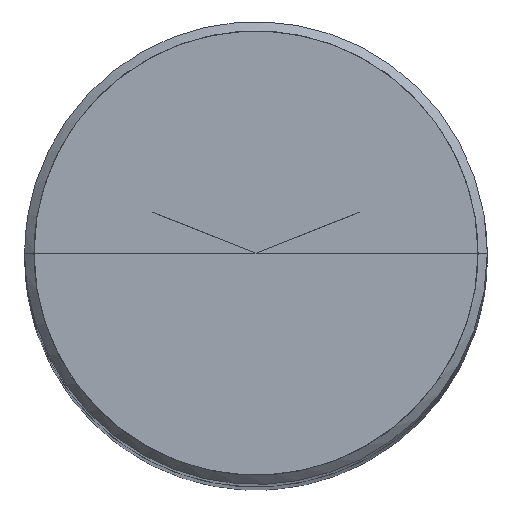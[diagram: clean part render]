
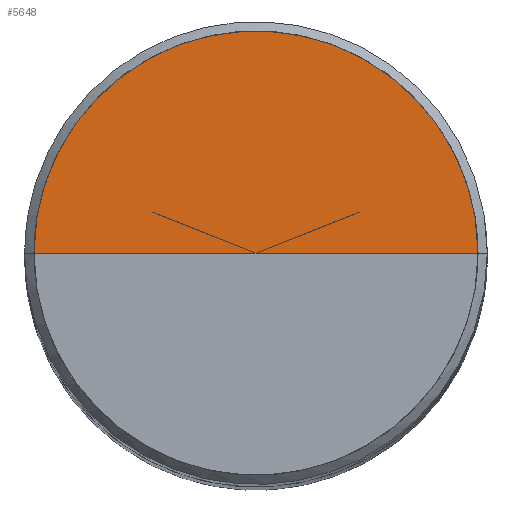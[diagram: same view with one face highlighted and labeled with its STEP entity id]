
A CAD part, top view. The second image highlights one B-rep face of the part: STEP entity #5648.
In plain terms, the highlighted free-form (B-spline) face has degree [1, 2] with [2, 5] control points.
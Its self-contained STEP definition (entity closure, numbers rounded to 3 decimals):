
#5340=CARTESIAN_POINT('',(12.0,0.0,66.8));
#5341=CARTESIAN_POINT('',(12.0,12.0,66.8));
#5342=CARTESIAN_POINT('',(0.0,12.0,66.8));
#5343=CARTESIAN_POINT('',(-12.0,12.0,66.8));
#5344=CARTESIAN_POINT('',(-12.0,0.0,66.8));
#5345=CARTESIAN_POINT('',(0.0,0.0,66.8));
#5633=(
BOUNDED_SURFACE()
B_SPLINE_SURFACE(1,2,(
(#5340,#5341,#5342,#5343,#5344),
(#5345,#5345,#5345,#5345,#5345)
), .UNSPECIFIED.,.F.,.F.,.F.)
B_SPLINE_SURFACE_WITH_KNOTS((2,2),(3,2,3),(
0.0,1.0),(
0.0,0.5,1.0), .UNSPECIFIED.)
GEOMETRIC_REPRESENTATION_ITEM()
RATIONAL_B_SPLINE_SURFACE(((1.0,0.707,1.0,0.707,1.0),
(1.0,0.707,1.0,0.707,1.0)
))
REPRESENTATION_ITEM('')
SURFACE()
);
#5634=(
BOUNDED_CURVE()
B_SPLINE_CURVE(1,(#5345,#5340),.UNSPECIFIED.,.F.,.F.)
B_SPLINE_CURVE_WITH_KNOTS((2,2),
(0.0,1.0),.UNSPECIFIED.)
CURVE()
GEOMETRIC_REPRESENTATION_ITEM()
RATIONAL_B_SPLINE_CURVE((1.0,1.0))
REPRESENTATION_ITEM('')
);
#5635=(
BOUNDED_CURVE()
B_SPLINE_CURVE(2,(#5340,#5341,#5342,#5343,#5344),.UNSPECIFIED.,.F.,.F.)
B_SPLINE_CURVE_WITH_KNOTS((3,2,3),
(0.0,0.5,1.0),.UNSPECIFIED.)
CURVE()
GEOMETRIC_REPRESENTATION_ITEM()
RATIONAL_B_SPLINE_CURVE((1.0,0.707,1.0,0.707,1.0))
REPRESENTATION_ITEM('')
);
#5636=(
BOUNDED_CURVE()
B_SPLINE_CURVE(1,(#5344,#5345),.UNSPECIFIED.,.F.,.F.)
B_SPLINE_CURVE_WITH_KNOTS((2,2),
(0.0,1.0),.UNSPECIFIED.)
CURVE()
GEOMETRIC_REPRESENTATION_ITEM()
RATIONAL_B_SPLINE_CURVE((1.0,1.0))
REPRESENTATION_ITEM('')
);
#5637=VERTEX_POINT('',#5340);
#5638=VERTEX_POINT('',#5344);
#5639=VERTEX_POINT('',#5345);
#5640=EDGE_CURVE('',#5639,#5637,#5634,.T.);
#5641=EDGE_CURVE('',#5637,#5638,#5635,.T.);
#5642=EDGE_CURVE('',#5638,#5639,#5636,.T.);
#5643=ORIENTED_EDGE('',*,*,#5640,.T.);
#5644=ORIENTED_EDGE('',*,*,#5641,.T.);
#5645=ORIENTED_EDGE('',*,*,#5642,.T.);
#5646=EDGE_LOOP('',(#5643,#5644,#5645));
#5647=FACE_OUTER_BOUND('',#5646,.T.);
#5648=ADVANCED_FACE('',(#5647),#5633,.T.);
